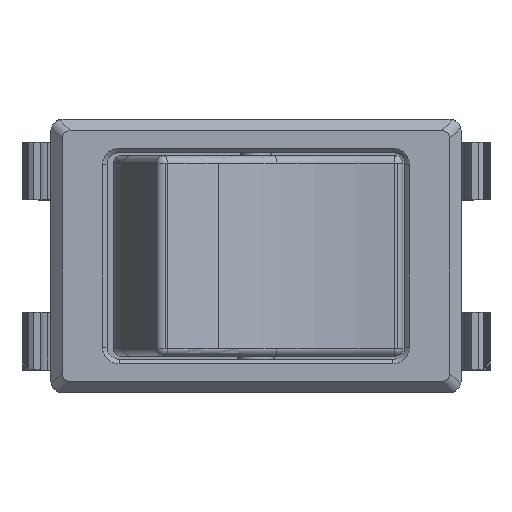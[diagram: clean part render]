
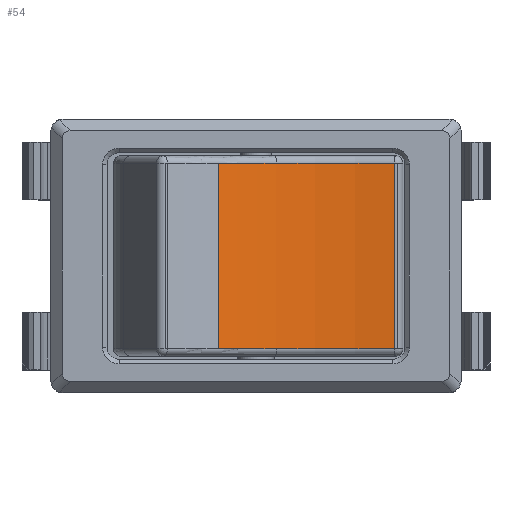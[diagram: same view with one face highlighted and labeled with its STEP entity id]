
A CAD part, top view. The second image highlights one B-rep face of the part: STEP entity #54.
In plain terms, the highlighted cylindrical face has radius 23 mm (diameter 46 mm), a partial arc.
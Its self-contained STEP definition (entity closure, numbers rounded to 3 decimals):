
#54=ADVANCED_FACE('',(#654),#655,.F.);
#654=FACE_OUTER_BOUND('',#1864,.T.);
#655=CYLINDRICAL_SURFACE('',#1865,23.0);
#1864=EDGE_LOOP('',(#4492,#4493,#4494,#4495,#4496,#4497));
#1865=AXIS2_PLACEMENT_3D('',#4498,#4499,#4500);
#4492=ORIENTED_EDGE('',*,*,#9323,.F.);
#4493=ORIENTED_EDGE('',*,*,#9319,.T.);
#4494=ORIENTED_EDGE('',*,*,#9324,.T.);
#4495=ORIENTED_EDGE('',*,*,#9325,.T.);
#4496=ORIENTED_EDGE('',*,*,#9326,.T.);
#4497=ORIENTED_EDGE('',*,*,#9289,.T.);
#4498=CARTESIAN_POINT('',(6.521,6.6,25.246));
#4499=DIRECTION('',(0.,-1.0,0.));
#4500=DIRECTION('',(0.391,0.,0.92));
#9289=EDGE_CURVE('',#10873,#10879,#10881,.T.);
#9319=EDGE_CURVE('',#10941,#10938,#10942,.F.);
#9323=EDGE_CURVE('',#10941,#10879,#10948,.T.);
#9324=EDGE_CURVE('',#10938,#10949,#10950,.F.);
#9325=EDGE_CURVE('',#10949,#10951,#10952,.F.);
#9326=EDGE_CURVE('',#10951,#10873,#10953,.T.);
#10873=VERTEX_POINT('',#13466);
#10879=VERTEX_POINT('',#13472);
#10881=CIRCLE('',#13474,23.0);
#10938=VERTEX_POINT('',#13543);
#10941=VERTEX_POINT('',#13546);
#10942=CIRCLE('',#13547,23.0);
#10948=LINE('',#13553,#13554);
#10949=VERTEX_POINT('',#13555);
#10950=CIRCLE('',#13556,23.0);
#10951=VERTEX_POINT('',#13557);
#10952=LINE('',#13558,#13559);
#10953=CIRCLE('',#13560,23.0);
#13466=CARTESIAN_POINT('',(1.347,6.1,2.835));
#13472=CARTESIAN_POINT('',(-2.481,6.1,4.081));
#13474=AXIS2_PLACEMENT_3D('',#17561,#17562,#17563);
#13543=CARTESIAN_POINT('',(1.347,-6.1,2.835));
#13546=CARTESIAN_POINT('',(-2.481,-6.1,4.081));
#13547=AXIS2_PLACEMENT_3D('',#17627,#17628,#17629);
#13553=CARTESIAN_POINT('',(-2.481,0.,4.081));
#13554=VECTOR('',#17639,1.0);
#13555=CARTESIAN_POINT('',(9.112,-6.1,2.392));
#13556=AXIS2_PLACEMENT_3D('',#17640,#17641,#17642);
#13557=CARTESIAN_POINT('',(9.112,6.1,2.392));
#13558=CARTESIAN_POINT('',(9.112,6.6,2.392));
#13559=VECTOR('',#17643,1000.0);
#13560=AXIS2_PLACEMENT_3D('',#17644,#17645,#17646);
#17561=CARTESIAN_POINT('',(6.521,6.1,25.246));
#17562=DIRECTION('',(0.,1.0,0.));
#17563=DIRECTION('',(-0.225,0.,-0.974));
#17627=CARTESIAN_POINT('',(6.521,-6.1,25.246));
#17628=DIRECTION('',(0.,1.0,0.));
#17629=DIRECTION('',(-0.225,0.,-0.974));
#17639=DIRECTION('',(0.,1.0,0.));
#17640=CARTESIAN_POINT('',(6.521,-6.1,25.246));
#17641=DIRECTION('',(0.,1.0,0.));
#17642=DIRECTION('',(-0.225,0.,-0.974));
#17643=DIRECTION('',(0.,-1.0,0.));
#17644=CARTESIAN_POINT('',(6.521,6.1,25.246));
#17645=DIRECTION('',(0.,1.0,0.));
#17646=DIRECTION('',(-0.225,0.,-0.974));
